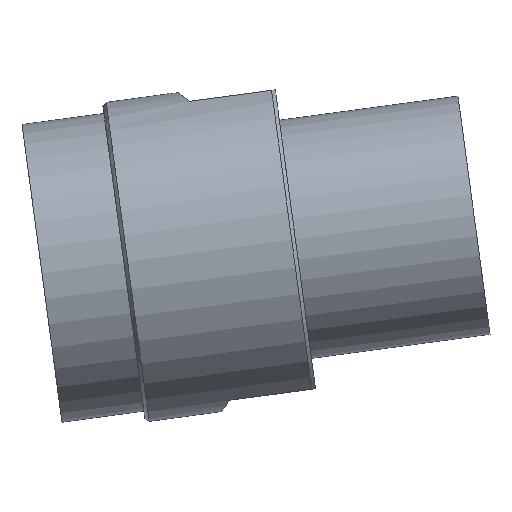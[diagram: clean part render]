
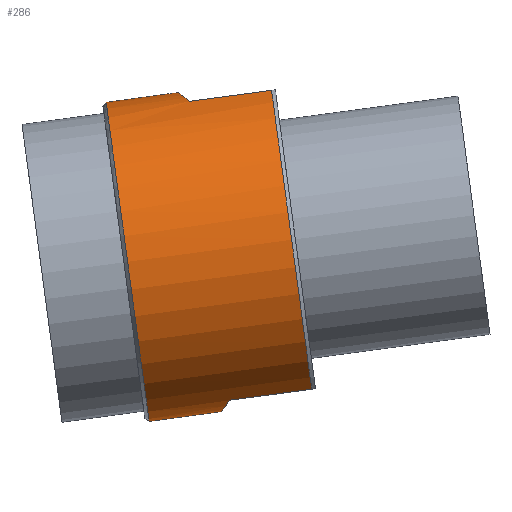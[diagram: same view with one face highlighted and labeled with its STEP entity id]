
A CAD part, left-side view. The second image highlights one B-rep face of the part: STEP entity #286.
In plain terms, the highlighted cylindrical face has radius 17.018 mm (diameter 34.036 mm), a full revolution.
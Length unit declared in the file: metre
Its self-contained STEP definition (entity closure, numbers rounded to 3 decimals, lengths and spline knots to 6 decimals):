
#34=ELLIPSE('',#327,0.024067,0.017018);
#35=ELLIPSE('',#329,0.024067,0.017018);
#36=LINE('',#490,#44);
#37=LINE('',#495,#45);
#38=LINE('',#499,#46);
#39=LINE('',#503,#47);
#44=VECTOR('',#374,1.);
#45=VECTOR('',#377,1.);
#46=VECTOR('',#380,1.);
#47=VECTOR('',#383,1.);
#53=B_SPLINE_CURVE_WITH_KNOTS('',3,(#466,#467,#468,#469,#470,#471,#472,
#473,#474,#475,#476,#477,#478,#479,#480,#481,#482,#483,#484,#485,#486),
 .UNSPECIFIED.,.T.,.F.,(1,1,1,1,1,1,1,1,1,1,1,1,1,1,1,1,1,1,1,1,1,1,1,1,
1),(-0.173772,-0.1169,-0.059951,0.,0.059375,
0.121719,0.184211,0.246711,0.271057,0.326344,
0.383178,0.440089,0.497004,0.559225,
0.621711,0.684211,0.746711,0.770912,
0.826228,0.8831,0.940049,1.,1.059375,1.121719,
1.184211),.UNSPECIFIED.);
#64=ORIENTED_EDGE('',*,*,#130,.T.);
#65=ORIENTED_EDGE('',*,*,#131,.T.);
#66=ORIENTED_EDGE('',*,*,#132,.T.);
#67=ORIENTED_EDGE('',*,*,#133,.T.);
#68=ORIENTED_EDGE('',*,*,#134,.F.);
#69=ORIENTED_EDGE('',*,*,#135,.F.);
#70=ORIENTED_EDGE('',*,*,#136,.T.);
#71=ORIENTED_EDGE('',*,*,#137,.T.);
#72=ORIENTED_EDGE('',*,*,#138,.F.);
#73=ORIENTED_EDGE('',*,*,#139,.F.);
#130=EDGE_CURVE('',#163,#163,#53,.T.);
#131=EDGE_CURVE('',#164,#164,#189,.T.);
#132=EDGE_CURVE('',#165,#166,#36,.T.);
#133=EDGE_CURVE('',#166,#167,#190,.F.);
#134=EDGE_CURVE('',#168,#167,#37,.T.);
#135=EDGE_CURVE('',#169,#168,#34,.T.);
#136=EDGE_CURVE('',#169,#170,#38,.T.);
#137=EDGE_CURVE('',#170,#171,#191,.F.);
#138=EDGE_CURVE('',#172,#171,#39,.T.);
#139=EDGE_CURVE('',#165,#172,#35,.T.);
#163=VERTEX_POINT('',#487);
#164=VERTEX_POINT('',#489);
#165=VERTEX_POINT('',#491);
#166=VERTEX_POINT('',#492);
#167=VERTEX_POINT('',#494);
#168=VERTEX_POINT('',#496);
#169=VERTEX_POINT('',#498);
#170=VERTEX_POINT('',#500);
#171=VERTEX_POINT('',#502);
#172=VERTEX_POINT('',#504);
#189=CIRCLE('',#325,0.017018);
#190=CIRCLE('',#326,0.017018);
#191=CIRCLE('',#328,0.017018);
#206=EDGE_LOOP('',(#64));
#207=EDGE_LOOP('',(#65));
#208=EDGE_LOOP('',(#66,#67,#68,#69,#70,#71,#72,#73));
#244=FACE_BOUND('',#206,.T.);
#245=FACE_BOUND('',#207,.T.);
#246=FACE_BOUND('',#208,.T.);
#279=CYLINDRICAL_SURFACE('',#324,0.017018);
#286=ADVANCED_FACE('',(#244,#245,#246),#279,.T.);
#324=AXIS2_PLACEMENT_3D('',#465,#370,#371);
#325=AXIS2_PLACEMENT_3D('',#488,#372,#373);
#326=AXIS2_PLACEMENT_3D('',#493,#375,#376);
#327=AXIS2_PLACEMENT_3D('',#497,#378,#379);
#328=AXIS2_PLACEMENT_3D('',#501,#381,#382);
#329=AXIS2_PLACEMENT_3D('',#505,#384,#385);
#370=DIRECTION('',(0.,0.991,-0.133));
#371=DIRECTION('',(1.,0.,0.));
#372=DIRECTION('',(0.,-0.991,0.133));
#373=DIRECTION('',(-1.,0.,0.));
#374=DIRECTION('',(0.,-0.991,0.133));
#375=DIRECTION('',(0.,-0.991,0.133));
#376=DIRECTION('',(-1.,0.,0.));
#377=DIRECTION('',(0.,-0.991,0.133));
#378=DIRECTION('',(0.,-0.607,0.795));
#379=DIRECTION('',(0.,0.795,0.607));
#380=DIRECTION('',(0.,-0.991,0.133));
#381=DIRECTION('',(0.,-0.991,0.133));
#382=DIRECTION('',(-1.,0.,0.));
#383=DIRECTION('',(0.,-0.991,0.133));
#384=DIRECTION('',(0.,-0.795,-0.607));
#385=DIRECTION('',(0.,0.607,-0.795));
#465=CARTESIAN_POINT('',(0.3048,-0.713982,-0.055761));
#466=CARTESIAN_POINT('',(0.321684,-0.705778,-0.054695));
#467=CARTESIAN_POINT('',(0.321641,-0.704922,-0.054507));
#468=CARTESIAN_POINT('',(0.321648,-0.704045,-0.054676));
#469=CARTESIAN_POINT('',(0.321702,-0.703274,-0.055173));
#470=CARTESIAN_POINT('',(0.321775,-0.70275,-0.055956));
#471=CARTESIAN_POINT('',(0.321813,-0.702586,-0.056705));
#472=CARTESIAN_POINT('',(0.321821,-0.702626,-0.057425));
#473=CARTESIAN_POINT('',(0.321805,-0.702828,-0.058094));
#474=CARTESIAN_POINT('',(0.321749,-0.703335,-0.058791));
#475=CARTESIAN_POINT('',(0.321685,-0.704047,-0.059255));
#476=CARTESIAN_POINT('',(0.321641,-0.704899,-0.05945));
#477=CARTESIAN_POINT('',(0.321647,-0.705782,-0.059291));
#478=CARTESIAN_POINT('',(0.321702,-0.706564,-0.058785));
#479=CARTESIAN_POINT('',(0.321775,-0.707088,-0.058));
#480=CARTESIAN_POINT('',(0.321813,-0.707252,-0.057251));
#481=CARTESIAN_POINT('',(0.321821,-0.707212,-0.056532));
#482=CARTESIAN_POINT('',(0.321805,-0.70701,-0.055864));
#483=CARTESIAN_POINT('',(0.321749,-0.706504,-0.055168));
#484=CARTESIAN_POINT('',(0.321684,-0.705778,-0.054695));
#485=CARTESIAN_POINT('',(0.321641,-0.704922,-0.054507));
#486=CARTESIAN_POINT('',(0.321648,-0.704045,-0.054676));
#487=CARTESIAN_POINT('',(0.321649,-0.70492,-0.054567));
#488=CARTESIAN_POINT('',(0.3048,-0.69625,-0.058144));
#489=CARTESIAN_POINT('',(0.287782,-0.69625,-0.058144));
#490=CARTESIAN_POINT('',(0.298835,-0.707042,-0.072776));
#491=CARTESIAN_POINT('',(0.298835,-0.707042,-0.072776));
#492=CARTESIAN_POINT('',(0.298835,-0.715711,-0.07161));
#493=CARTESIAN_POINT('',(0.3048,-0.713588,-0.055814));
#494=CARTESIAN_POINT('',(0.298835,-0.711465,-0.040017));
#495=CARTESIAN_POINT('',(0.298835,-0.702796,-0.041183));
#496=CARTESIAN_POINT('',(0.298835,-0.702796,-0.041183));
#497=CARTESIAN_POINT('',(0.3048,-0.720716,-0.054856));
#498=CARTESIAN_POINT('',(0.310765,-0.702796,-0.041183));
#499=CARTESIAN_POINT('',(0.310765,-0.702796,-0.041183));
#500=CARTESIAN_POINT('',(0.310765,-0.711465,-0.040017));
#501=CARTESIAN_POINT('',(0.3048,-0.713588,-0.055814));
#502=CARTESIAN_POINT('',(0.310765,-0.715711,-0.07161));
#503=CARTESIAN_POINT('',(0.310765,-0.707042,-0.072776));
#504=CARTESIAN_POINT('',(0.310765,-0.707042,-0.072776));
#505=CARTESIAN_POINT('',(0.3048,-0.720716,-0.054856));
